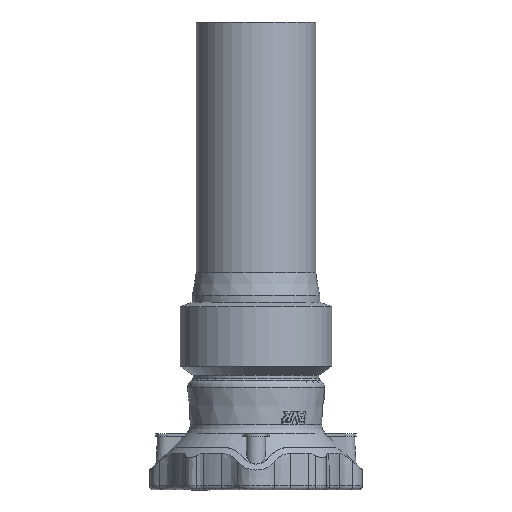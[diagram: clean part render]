
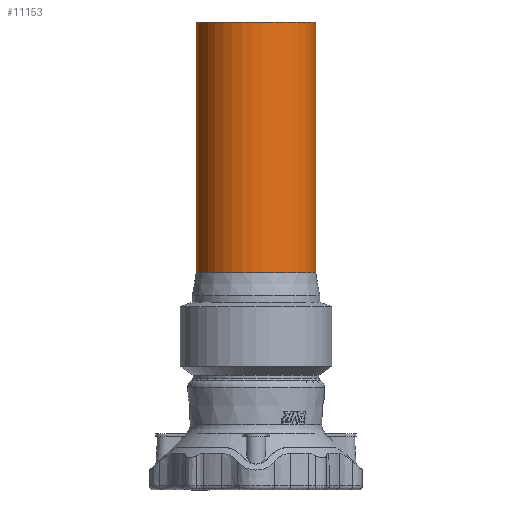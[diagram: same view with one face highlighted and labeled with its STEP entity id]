
A CAD part, front view. The second image highlights one B-rep face of the part: STEP entity #11153.
In plain terms, the highlighted cylindrical face has radius 80 mm (diameter 160 mm), a full revolution.
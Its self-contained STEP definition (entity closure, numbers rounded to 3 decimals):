
#5177 = CIRCLE ( 'NONE', #14365, 80. ) ;
#5203 = CIRCLE ( 'NONE', #14386, 80. ) ;
#5245 = VERTEX_POINT ( 'NONE', #6613 ) ;
#5250 = VERTEX_POINT ( 'NONE', #6618 ) ;
#6104 = CARTESIAN_POINT ( 'NONE',  ( 48.48, 17.452, 108.295 ) ) ;
#6105 = DIRECTION ( 'NONE',  ( 0., 0., -1. ) ) ;
#6106 = DIRECTION ( 'NONE',  ( -0.994, -0.111, 0. ) ) ;
#6446 = CARTESIAN_POINT ( 'NONE',  ( 48.48, 17.452, 443.102 ) ) ;
#6447 = DIRECTION ( 'NONE',  ( 0., 0., -1. ) ) ;
#6448 = DIRECTION ( 'NONE',  ( -0.994, -0.111, 0. ) ) ;
#6613 = CARTESIAN_POINT ( 'NONE',  ( -31.023, 8.547, 108.295 ) ) ;
#6618 = CARTESIAN_POINT ( 'NONE',  ( -31.023, 8.547, 443.102 ) ) ;
#6968 = ORIENTED_EDGE ( 'NONE', *, *, #15117, .F. ) ;
#6969 = ORIENTED_EDGE ( 'NONE', *, *, #15189, .T. ) ;
#7795 = EDGE_LOOP ( 'NONE', ( #6968 ) ) ;
#7797 = EDGE_LOOP ( 'NONE', ( #6969 ) ) ;
#8967 = FACE_OUTER_BOUND ( 'NONE', #7795, .T. ) ;
#8969 = FACE_OUTER_BOUND ( 'NONE', #7797, .T. ) ;
#8974 = CYLINDRICAL_SURFACE ( 'NONE', #13998, 80. ) ;
#11153 = ADVANCED_FACE ( 'NONE', ( #8967, #8969 ), #8974, .T. ) ;
#12999 = DIRECTION ( 'NONE',  ( -0.994, -0.111, 0. ) ) ;
#13004 = CARTESIAN_POINT ( 'NONE',  ( 48.48, 17.452, -13.711 ) ) ;
#13005 = DIRECTION ( 'NONE',  ( 0., 0., -1. ) ) ;
#13998 = AXIS2_PLACEMENT_3D ( 'NONE', #13004, #13005, #12999 ) ;
#14365 = AXIS2_PLACEMENT_3D ( 'NONE', #6104, #6105, #6106 ) ;
#14386 = AXIS2_PLACEMENT_3D ( 'NONE', #6446, #6447, #6448 ) ;
#15117 = EDGE_CURVE ( 'NONE', #5245, #5245, #5177, .T. ) ;
#15189 = EDGE_CURVE ( 'NONE', #5250, #5250, #5203, .T. ) ;
